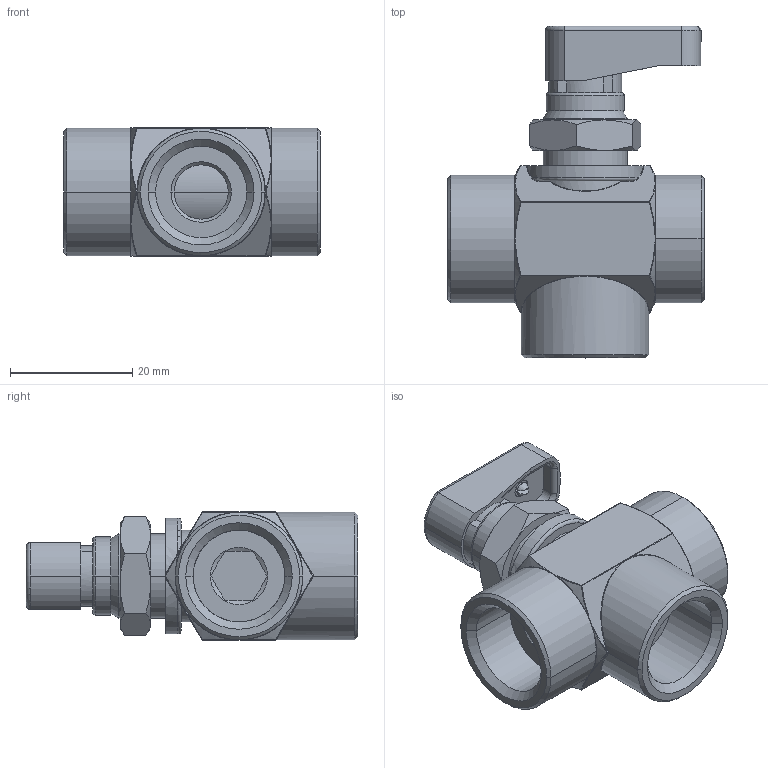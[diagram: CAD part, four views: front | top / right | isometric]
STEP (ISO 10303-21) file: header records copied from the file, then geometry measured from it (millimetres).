
FILE_DESCRIPTION (( 'STEP AP214' ), '1' );
FILE_NAME ('0671000003.step', '2012-10-02T16:36:38', ( '' ), ( '' ), 'SwSTEP 2.0', 'SolidWorks 2012', '' );
FILE_SCHEMA (( 'AUTOMOTIVE_DESIGN' ));
Length unit declared in the file: millimetre
Products named in the file (1): 0671000003
Bounding box: 42 x 54.4 x 21 mm (x, y, z)
Volume: 17560.4 mm3; surface area: 8002.2 mm2
Topology: 7 solids, 17 shells, 596 faces, 1489 edges, 924 vertices
Faces by surface type: plane 241, bspline 159, cylinder 104, cone 50, torus 34, sphere 8
Entity records: 23275 total; most frequent: CARTESIAN_POINT 10211, ORIENTED_EDGE 2930, DIRECTION 2301, EDGE_CURVE 1465, VERTEX_POINT 924, AXIS2_PLACEMENT_3D 808, LINE 685, VECTOR 685
